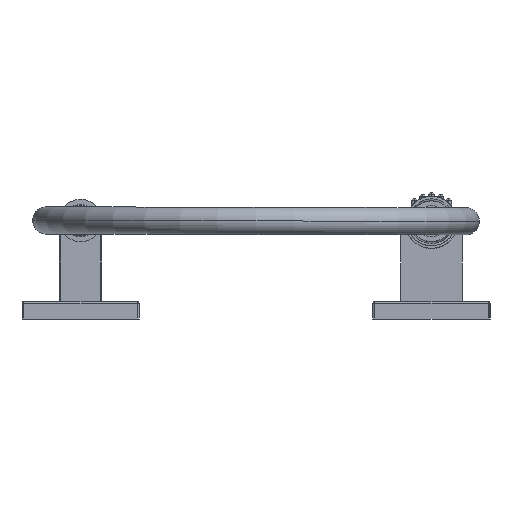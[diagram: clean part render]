
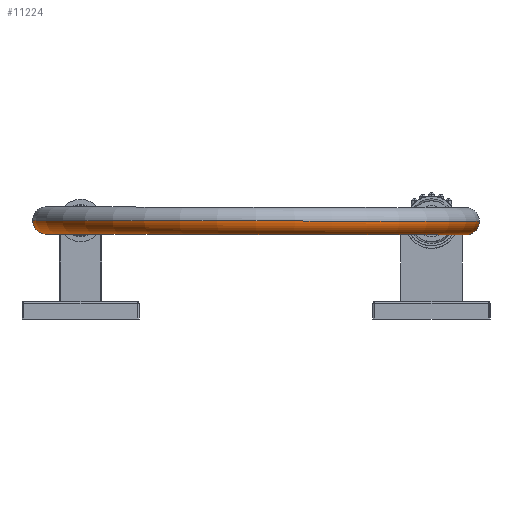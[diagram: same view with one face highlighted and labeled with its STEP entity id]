
A CAD part, front view. The second image highlights one B-rep face of the part: STEP entity #11224.
In plain terms, the highlighted toroidal (fillet/blend) face has major radius 107.5 mm and minor radius 7 mm.
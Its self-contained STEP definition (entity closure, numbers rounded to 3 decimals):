
#864 = DIRECTION ( 'NONE',  ( 0., 0., -1. ) ) ;
#894 = VERTEX_POINT ( 'NONE', #3352 ) ;
#991 = DIRECTION ( 'NONE',  ( 0., 1., 0. ) ) ;
#1249 = CARTESIAN_POINT ( 'NONE',  ( 10.5, -480., 0. ) ) ;
#1544 = CARTESIAN_POINT ( 'NONE',  ( -197.5, -480., 0. ) ) ;
#2510 = AXIS2_PLACEMENT_3D ( 'NONE', #14738, #6301, #13335 ) ;
#2774 = CARTESIAN_POINT ( 'NONE',  ( -90., -480., 0. ) ) ;
#2971 = VERTEX_POINT ( 'NONE', #3968 ) ;
#3352 = CARTESIAN_POINT ( 'NONE',  ( -190.5, -480., 0. ) ) ;
#3968 = CARTESIAN_POINT ( 'NONE',  ( 24.5, -480., 0. ) ) ;
#4644 = AXIS2_PLACEMENT_3D ( 'NONE', #12749, #864, #10310 ) ;
#5130 = DIRECTION ( 'NONE',  ( 0., 0., -1. ) ) ;
#5149 = CIRCLE ( 'NONE', #4644, 114.5 ) ;
#5903 = VERTEX_POINT ( 'NONE', #1249 ) ;
#6301 = DIRECTION ( 'NONE',  ( 0., 0., -1. ) ) ;
#7526 = DIRECTION ( 'NONE',  ( -1., 0., 0. ) ) ;
#7538 = ORIENTED_EDGE ( 'NONE', *, *, #10848, .F. ) ;
#7882 = CIRCLE ( 'NONE', #8372, 7. ) ;
#8048 = CARTESIAN_POINT ( 'NONE',  ( -204.5, -480., 0. ) ) ;
#8372 = AXIS2_PLACEMENT_3D ( 'NONE', #15203, #991, #9337 ) ;
#8548 = ORIENTED_EDGE ( 'NONE', *, *, #14156, .T. ) ;
#8724 = ORIENTED_EDGE ( 'NONE', *, *, #11030, .T. ) ;
#8810 = EDGE_CURVE ( 'NONE', #5903, #894, #11725, .T. ) ;
#8852 = DIRECTION ( 'NONE',  ( 0., -1., 0. ) ) ;
#9337 = DIRECTION ( 'NONE',  ( -1., 0., 0. ) ) ;
#9597 = AXIS2_PLACEMENT_3D ( 'NONE', #1544, #8852, #5130 ) ;
#9671 = AXIS2_PLACEMENT_3D ( 'NONE', #2774, #11047, #7526 ) ;
#10310 = DIRECTION ( 'NONE',  ( -1., 0., 0. ) ) ;
#10601 = CIRCLE ( 'NONE', #9597, 7. ) ;
#10848 = EDGE_CURVE ( 'NONE', #2971, #5903, #7882, .T. ) ;
#11030 = EDGE_CURVE ( 'NONE', #2971, #11046, #5149, .T. ) ;
#11046 = VERTEX_POINT ( 'NONE', #8048 ) ;
#11047 = DIRECTION ( 'NONE',  ( 0., 0., -1. ) ) ;
#11224 = ADVANCED_FACE ( 'NONE', ( #14635 ), #14672, .T. ) ;
#11725 = CIRCLE ( 'NONE', #2510, 100.5 ) ;
#12180 = EDGE_LOOP ( 'NONE', ( #7538, #8724, #8548, #15124 ) ) ;
#12749 = CARTESIAN_POINT ( 'NONE',  ( -90., -480., 0. ) ) ;
#13335 = DIRECTION ( 'NONE',  ( -1., 0., 0. ) ) ;
#14156 = EDGE_CURVE ( 'NONE', #11046, #894, #10601, .T. ) ;
#14635 = FACE_OUTER_BOUND ( 'NONE', #12180, .T. ) ;
#14672 = TOROIDAL_SURFACE ( 'NONE', #9671, 107.5, 7. ) ;
#14738 = CARTESIAN_POINT ( 'NONE',  ( -90., -480., 0. ) ) ;
#15124 = ORIENTED_EDGE ( 'NONE', *, *, #8810, .F. ) ;
#15203 = CARTESIAN_POINT ( 'NONE',  ( 17.5, -480., 0. ) ) ;
